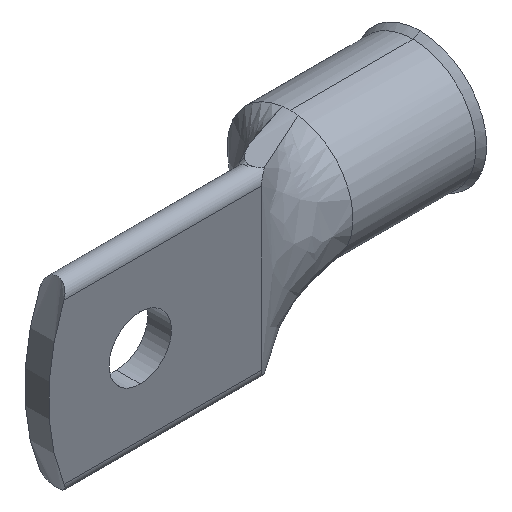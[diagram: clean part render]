
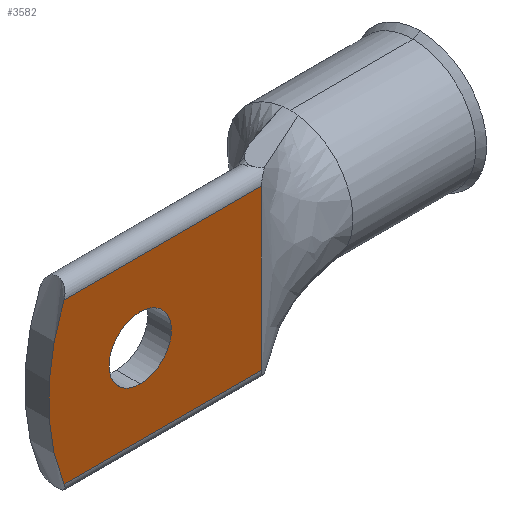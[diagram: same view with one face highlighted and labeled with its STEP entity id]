
A CAD part, isometric view. The second image highlights one B-rep face of the part: STEP entity #3582.
In plain terms, the highlighted planar face has unit normal (0, -1, 0).
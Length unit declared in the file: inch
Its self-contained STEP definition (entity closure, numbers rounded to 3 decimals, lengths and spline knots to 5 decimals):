
#144 = CARTESIAN_POINT ( 'NONE',  ( -0.49533, -0.065, -0.435 ) ) ;
#159 = CARTESIAN_POINT ( 'NONE',  ( -0.49533, -0.065, 0.435 ) ) ;
#246 = DIRECTION ( 'NONE',  ( 0., -1., 0. ) ) ;
#305 = EDGE_LOOP ( 'NONE', ( #3988, #3304 ) ) ;
#314 = FACE_BOUND ( 'NONE', #305, .T. ) ;
#372 = ORIENTED_EDGE ( 'NONE', *, *, #4139, .T. ) ;
#572 = DIRECTION ( 'NONE',  ( 0., -1., 0. ) ) ;
#766 = EDGE_LOOP ( 'NONE', ( #372, #2634, #2050, #3216 ) ) ;
#961 = DIRECTION ( 'NONE',  ( 0., -1., 0. ) ) ;
#979 = EDGE_CURVE ( 'NONE', #2700, #3936, #1956, .T. ) ;
#1011 = EDGE_CURVE ( 'NONE', #3936, #2700, #2793, .T. ) ;
#1049 = DIRECTION ( 'NONE',  ( 0., 0., -1. ) ) ;
#1171 = CARTESIAN_POINT ( 'NONE',  ( 0.57979, -0.065, -0.435 ) ) ;
#1206 = AXIS2_PLACEMENT_3D ( 'NONE', #3038, #246, #1049 ) ;
#1293 = CARTESIAN_POINT ( 'NONE',  ( 0.58, -0.065, 0. ) ) ;
#1317 = CIRCLE ( 'NONE', #3651, 1.15979 ) ;
#1335 = EDGE_CURVE ( 'NONE', #4805, #3639, #1589, .T. ) ;
#1467 = VECTOR ( 'NONE', #1905, 39.37008 ) ;
#1589 = LINE ( 'NONE', #1171, #1467 ) ;
#1741 = CARTESIAN_POINT ( 'NONE',  ( 0.57979, -0.065, 0. ) ) ;
#1837 = CARTESIAN_POINT ( 'NONE',  ( -0.49533, -0.065, 0.435 ) ) ;
#1905 = DIRECTION ( 'NONE',  ( 1., 0., 0. ) ) ;
#1956 = CIRCLE ( 'NONE', #4882, 0.17 ) ;
#2050 = ORIENTED_EDGE ( 'NONE', *, *, #3923, .T. ) ;
#2151 = DIRECTION ( 'NONE',  ( -1., 0., 0. ) ) ;
#2241 = VECTOR ( 'NONE', #4476, 39.37008 ) ;
#2291 = FACE_OUTER_BOUND ( 'NONE', #766, .T. ) ;
#2554 = EDGE_CURVE ( 'NONE', #5140, #3166, #4152, .T. ) ;
#2634 = ORIENTED_EDGE ( 'NONE', *, *, #1335, .T. ) ;
#2700 = VERTEX_POINT ( 'NONE', #4231 ) ;
#2793 = CIRCLE ( 'NONE', #1206, 0.17 ) ;
#2964 = CARTESIAN_POINT ( 'NONE',  ( -0.08, -0.065, 0. ) ) ;
#3001 = AXIS2_PLACEMENT_3D ( 'NONE', #3492, #572, #3254 ) ;
#3038 = CARTESIAN_POINT ( 'NONE',  ( -0.08, -0.065, 0. ) ) ;
#3166 = VERTEX_POINT ( 'NONE', #159 ) ;
#3216 = ORIENTED_EDGE ( 'NONE', *, *, #2554, .T. ) ;
#3254 = DIRECTION ( 'NONE',  ( 0., 0., -1. ) ) ;
#3304 = ORIENTED_EDGE ( 'NONE', *, *, #1011, .F. ) ;
#3407 = CARTESIAN_POINT ( 'NONE',  ( 0.58, -0.065, 0.435 ) ) ;
#3492 = CARTESIAN_POINT ( 'NONE',  ( 0.57979, -0.065, 0. ) ) ;
#3582 = ADVANCED_FACE ( 'NONE', ( #314, #2291 ), #3876, .T. ) ;
#3639 = VERTEX_POINT ( 'NONE', #4844 ) ;
#3651 = AXIS2_PLACEMENT_3D ( 'NONE', #1741, #961, #4133 ) ;
#3694 = CARTESIAN_POINT ( 'NONE',  ( -0.08, -0.065, -0.17 ) ) ;
#3876 = PLANE ( 'NONE',  #3001 ) ;
#3923 = EDGE_CURVE ( 'NONE', #3639, #5140, #4027, .T. ) ;
#3936 = VERTEX_POINT ( 'NONE', #3694 ) ;
#3956 = VECTOR ( 'NONE', #2151, 39.37008 ) ;
#3988 = ORIENTED_EDGE ( 'NONE', *, *, #979, .F. ) ;
#4027 = LINE ( 'NONE', #1293, #2241 ) ;
#4133 = DIRECTION ( 'NONE',  ( 0., 0., -1. ) ) ;
#4139 = EDGE_CURVE ( 'NONE', #3166, #4805, #1317, .T. ) ;
#4152 = LINE ( 'NONE', #1837, #3956 ) ;
#4231 = CARTESIAN_POINT ( 'NONE',  ( -0.08, -0.065, 0.17 ) ) ;
#4476 = DIRECTION ( 'NONE',  ( 0., 0., 1. ) ) ;
#4571 = DIRECTION ( 'NONE',  ( 0., 0., -1. ) ) ;
#4805 = VERTEX_POINT ( 'NONE', #144 ) ;
#4844 = CARTESIAN_POINT ( 'NONE',  ( 0.58, -0.065, -0.435 ) ) ;
#4882 = AXIS2_PLACEMENT_3D ( 'NONE', #2964, #4989, #4571 ) ;
#4989 = DIRECTION ( 'NONE',  ( 0., -1., 0. ) ) ;
#5140 = VERTEX_POINT ( 'NONE', #3407 ) ;
